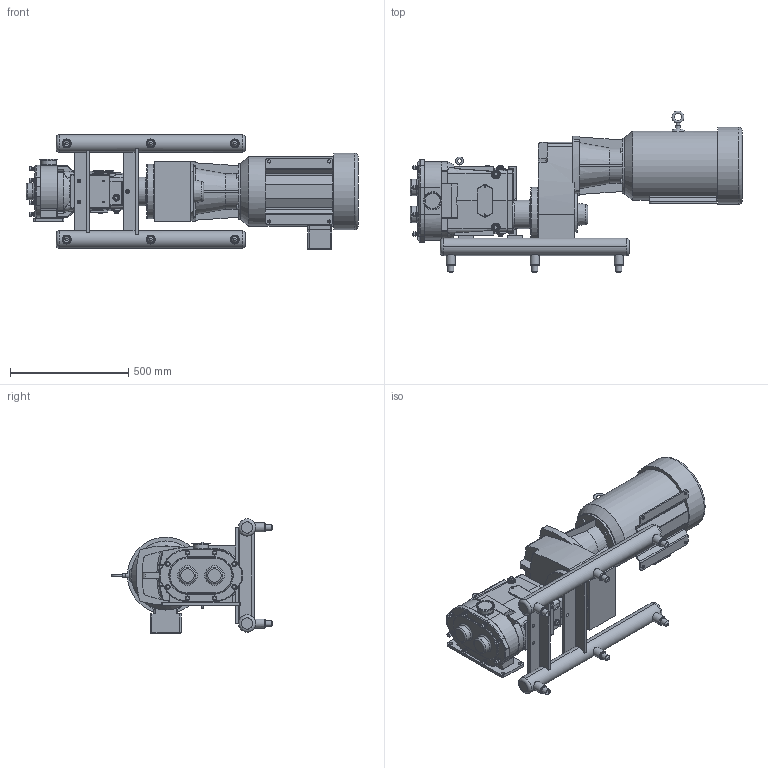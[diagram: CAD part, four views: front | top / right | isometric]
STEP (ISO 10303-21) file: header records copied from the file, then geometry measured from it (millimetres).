
FILE_DESCRIPTION(/* description */ (''),/* implementation_level */ '2;1');
FILE_NAME(/* name */ 'U1_064U1_256TC_(2.44 x 9)x2.5_S-Line_20HP_LH_SM.stp',/* time_stamp */ '2021-05-24T16:23:27+06:00',/* author */ ('trtmhr'),/* organization */ (''),/* preprocessor_version */ 'ST-DEVELOPER v18.1',/* originating_system */ 'Autodesk Inventor 2020',/* authorisation */ '');
FILE_SCHEMA (('AUTOMOTIVE_DESIGN { 1 0 10303 214 3 1 1 }'));
Length unit declared in the file: inch
Products named in the file (1): U1_064U1_256TC_(2.44 x 9)x2.5_S-Line_20HP_LH_SM
Bounding box: 1405.22 x 685.29 x 483.68 mm (x, y, z)
Volume: 88334045.5 mm3; surface area: 2666803.7 mm2
Topology: 2 solids, 2 shells, 1097 faces, 2938 edges, 1928 vertices
Faces by surface type: plane 519, cylinder 310, bspline 102, torus 88, cone 62, sphere 16
Full cylindrical faces by diameter (mm): 6.35 x4, 7.62 x2, 7.798 x1, 13.462 x4, 13.487 x4, 14.275 x8, 14.3 x3, 14.478 x1, 15.24 x1, 19.05 x8, 19.304 x1, 23.876 x3, 25.4 x11, 29.21 x2, 31.75 x3, 35.052 x6, 38.1 x6, 63.5 x1, 65.761 x2, 66.777 x1, 69.596 x2, 77.495 x1, 120.65 x1, 229.997 x1, 230.124 x1, 232.994 x1, 292.329 x1, 324.612 x1
Entity records: 38220 total; most frequent: CARTESIAN_POINT 10399, ORIENTED_EDGE 5846, DIRECTION 5799, EDGE_CURVE 2923, AXIS2_PLACEMENT_3D 2181, VERTEX_POINT 1928, LINE 1437, VECTOR 1437
